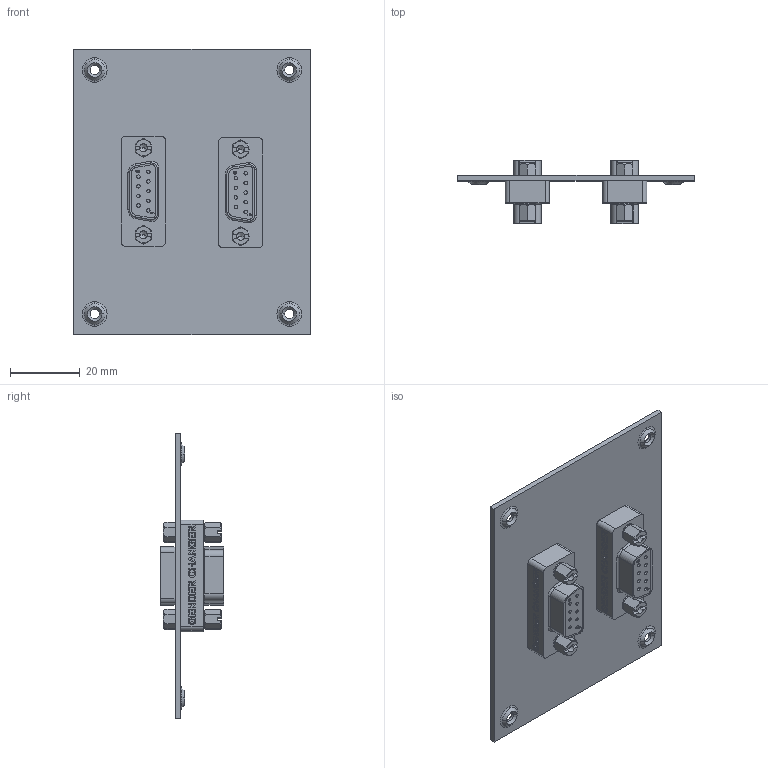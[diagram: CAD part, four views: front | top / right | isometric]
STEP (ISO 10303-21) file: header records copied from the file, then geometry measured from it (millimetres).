
FILE_DESCRIPTION (( 'STEP AP214' ), '1' );
FILE_NAME ('USP2DB9FB.STEP', '2007-11-30T16:20:17', ( ' ' ), ( ' ' ), 'SwSTEP 2.0', 'SolidWorks 2007', '' );
FILE_SCHEMA (( 'AUTOMOTIVE_DESIGN' ));
Length unit declared in the file: inch
Products named in the file (7): 1AR04-002; DGB9F_.060 PANEL OFFSET; SD9S_with RADIUSED EDGE; DGB9F-MA1_GENDER CHANGER; 3AA06-001; 3AA05-002; USP2DB9FB
Assembly tree (10 placements, depth 3):
  USP2DB9FB
    DGB9F_.060 PANEL OFFSET  x2
      SD9S_with RADIUSED EDGE
      3AA06-001
      3AA05-002
      DGB9F-MA1_GENDER CHANGER
    1AR04-002
Bounding box: 68.07 x 18.14 x 82.04 mm (x, y, z)
Volume: 15998.6 mm3; surface area: 18089 mm2
Topology: 15 solids, 15 shells, 1210 faces, 3074 edges, 1948 vertices
Faces by surface type: plane 514, cylinder 286, bspline 158, cone 152, torus 60, sphere 40
Entity records: 22970 total; most frequent: CARTESIAN_POINT 6783, ORIENTED_EDGE 2564, DIRECTION 2388, EDGE_CURVE 1282, VERTEX_POINT 826, AXIS2_PLACEMENT_3D 811, VECTOR 766, LINE 766
